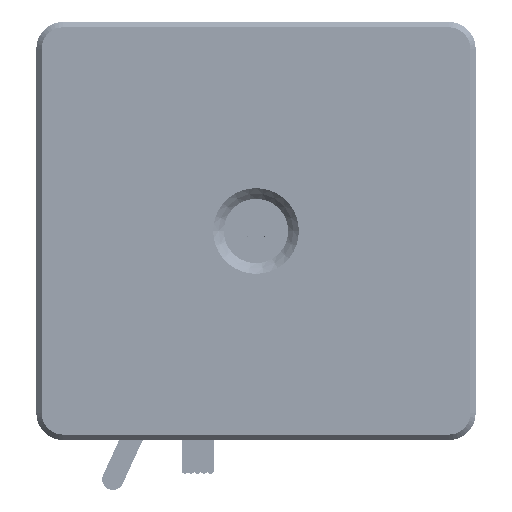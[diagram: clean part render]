
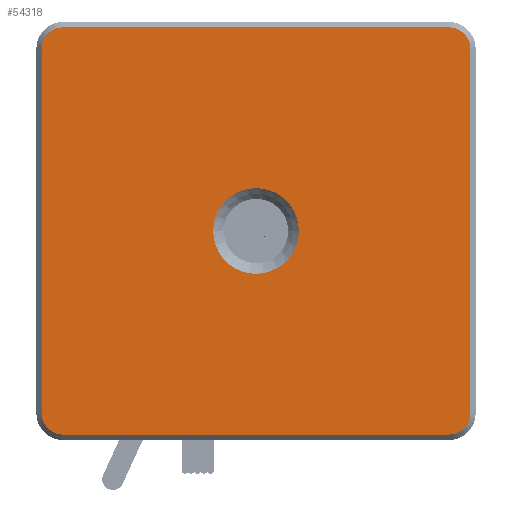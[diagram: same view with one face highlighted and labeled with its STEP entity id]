
A CAD part, front view. The second image highlights one B-rep face of the part: STEP entity #54318.
In plain terms, the highlighted face is planar.
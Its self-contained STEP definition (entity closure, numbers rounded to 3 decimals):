
#2041=FACE_BOUND('',#9680,.T.);
#3981=PLANE('',#57933);
#6612=FACE_OUTER_BOUND('',#9679,.T.);
#9679=EDGE_LOOP('',(#49882,#49883,#49884,#49885,#49886,#49887,#49888,#49889));
#9680=EDGE_LOOP('',(#49890));
#15629=LINE('',#96092,#21537);
#15634=LINE('',#96106,#21542);
#15638=LINE('',#96118,#21546);
#15642=LINE('',#96130,#21550);
#21537=VECTOR('',#70187,10.);
#21542=VECTOR('',#70200,10.);
#21546=VECTOR('',#70212,10.);
#21550=VECTOR('',#70224,10.);
#22514=CIRCLE('',#57912,2.);
#22516=CIRCLE('',#57916,2.);
#22518=CIRCLE('',#57920,2.);
#22520=CIRCLE('',#57924,2.);
#22525=CIRCLE('',#57934,4.);
#27317=VERTEX_POINT('',#96089);
#27318=VERTEX_POINT('',#96091);
#27321=VERTEX_POINT('',#96099);
#27323=VERTEX_POINT('',#96104);
#27325=VERTEX_POINT('',#96111);
#27327=VERTEX_POINT('',#96116);
#27329=VERTEX_POINT('',#96123);
#27331=VERTEX_POINT('',#96128);
#27341=VERTEX_POINT('',#96162);
#34893=EDGE_CURVE('',#27317,#27318,#15629,.T.);
#34898=EDGE_CURVE('',#27321,#27317,#22514,.T.);
#34900=EDGE_CURVE('',#27323,#27321,#15634,.T.);
#34904=EDGE_CURVE('',#27325,#27323,#22516,.T.);
#34906=EDGE_CURVE('',#27327,#27325,#15638,.T.);
#34910=EDGE_CURVE('',#27329,#27327,#22518,.T.);
#34912=EDGE_CURVE('',#27331,#27329,#15642,.T.);
#34915=EDGE_CURVE('',#27318,#27331,#22520,.T.);
#34929=EDGE_CURVE('',#27341,#27341,#22525,.T.);
#49882=ORIENTED_EDGE('',*,*,#34893,.F.);
#49883=ORIENTED_EDGE('',*,*,#34898,.F.);
#49884=ORIENTED_EDGE('',*,*,#34900,.F.);
#49885=ORIENTED_EDGE('',*,*,#34904,.F.);
#49886=ORIENTED_EDGE('',*,*,#34906,.F.);
#49887=ORIENTED_EDGE('',*,*,#34910,.F.);
#49888=ORIENTED_EDGE('',*,*,#34912,.F.);
#49889=ORIENTED_EDGE('',*,*,#34915,.F.);
#49890=ORIENTED_EDGE('',*,*,#34929,.F.);
#54318=ADVANCED_FACE('',(#6612,#2041),#3981,.T.);
#57912=AXIS2_PLACEMENT_3D('',#96101,#70195,#70196);
#57916=AXIS2_PLACEMENT_3D('',#96113,#70207,#70208);
#57920=AXIS2_PLACEMENT_3D('',#96125,#70219,#70220);
#57924=AXIS2_PLACEMENT_3D('',#96134,#70230,#70231);
#57933=AXIS2_PLACEMENT_3D('',#96161,#70257,#70258);
#57934=AXIS2_PLACEMENT_3D('',#96163,#70259,#70260);
#70187=DIRECTION('',(-1.,0.,0.));
#70195=DIRECTION('center_axis',(0.,-1.,0.));
#70196=DIRECTION('ref_axis',(0.707,0.,0.707));
#70200=DIRECTION('',(0.,0.,1.));
#70207=DIRECTION('center_axis',(0.,-1.,0.));
#70208=DIRECTION('ref_axis',(0.707,0.,-0.707));
#70212=DIRECTION('',(1.,0.,0.));
#70219=DIRECTION('center_axis',(0.,-1.,0.));
#70220=DIRECTION('ref_axis',(-0.707,0.,-0.707));
#70224=DIRECTION('',(0.,0.,-1.));
#70230=DIRECTION('center_axis',(0.,-1.,0.));
#70231=DIRECTION('ref_axis',(-0.707,0.,0.707));
#70257=DIRECTION('center_axis',(0.,1.,0.));
#70258=DIRECTION('ref_axis',(0.,0.,1.));
#70259=DIRECTION('center_axis',(0.,1.,0.));
#70260=DIRECTION('ref_axis',(-1.,0.,0.));
#96089=CARTESIAN_POINT('',(18.,1.5,19.));
#96091=CARTESIAN_POINT('',(-18.,1.5,19.));
#96092=CARTESIAN_POINT('',(-9.75,1.5,19.));
#96099=CARTESIAN_POINT('',(20.,1.5,17.));
#96101=CARTESIAN_POINT('Origin',(18.,1.5,17.));
#96104=CARTESIAN_POINT('',(20.,1.5,-17.));
#96106=CARTESIAN_POINT('',(20.,1.5,9.75));
#96111=CARTESIAN_POINT('',(18.,1.5,-19.));
#96113=CARTESIAN_POINT('Origin',(18.,1.5,-17.));
#96116=CARTESIAN_POINT('',(-18.,1.5,-19.));
#96118=CARTESIAN_POINT('',(9.75,1.5,-19.));
#96123=CARTESIAN_POINT('',(-20.,1.5,-17.));
#96125=CARTESIAN_POINT('Origin',(-18.,1.5,-17.));
#96128=CARTESIAN_POINT('',(-20.,1.5,17.));
#96130=CARTESIAN_POINT('',(-20.,1.5,-9.75));
#96134=CARTESIAN_POINT('Origin',(-18.,1.5,17.));
#96161=CARTESIAN_POINT('Origin',(0.,1.5,0.));
#96162=CARTESIAN_POINT('',(4.,1.5,0.));
#96163=CARTESIAN_POINT('Origin',(0.,1.5,0.));
